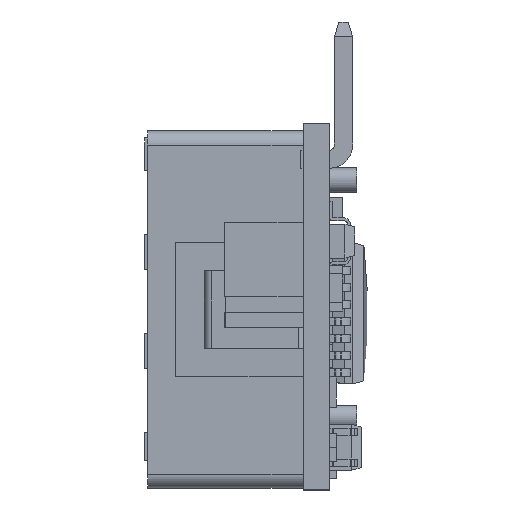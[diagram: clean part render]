
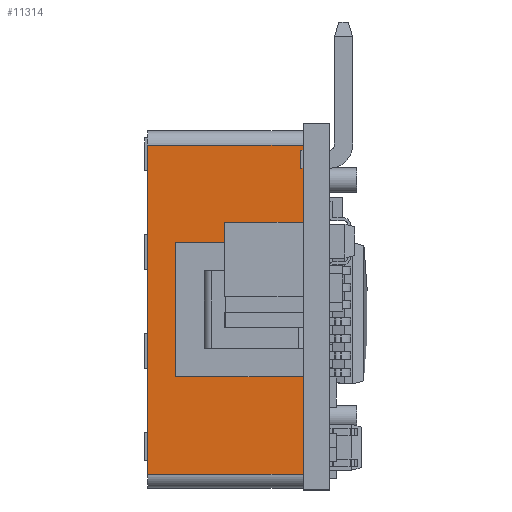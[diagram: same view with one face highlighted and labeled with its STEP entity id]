
A CAD part, left-side view. The second image highlights one B-rep face of the part: STEP entity #11314.
In plain terms, the highlighted planar face has unit normal (-1, 0, 0).
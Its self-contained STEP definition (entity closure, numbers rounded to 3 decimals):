
#10 = EDGE_CURVE ( 'NONE', #13782, #24151, #3361, .T. ) ;
#449 = LINE ( 'NONE', #16209, #21266 ) ;
#2196 = EDGE_CURVE ( 'NONE', #7480, #2422, #449, .T. ) ;
#2422 = VERTEX_POINT ( 'NONE', #35899 ) ;
#3361 = LINE ( 'NONE', #15467, #34251 ) ;
#4276 = EDGE_CURVE ( 'NONE', #17252, #13782, #25293, .T. ) ;
#4717 = LINE ( 'NONE', #31684, #22684 ) ;
#5189 = VECTOR ( 'NONE', #36949, 1000. ) ;
#6077 = VERTEX_POINT ( 'NONE', #27012 ) ;
#6143 = CARTESIAN_POINT ( 'NONE',  ( -6.32, 0.1, 2.375 ) ) ;
#6432 = EDGE_LOOP ( 'NONE', ( #37495, #29622, #7899, #18251, #36410, #12502, #24879, #30920 ) ) ;
#6656 = DIRECTION ( 'NONE',  ( 0., -1., 0. ) ) ;
#7480 = VERTEX_POINT ( 'NONE', #14820 ) ;
#7899 = ORIENTED_EDGE ( 'NONE', *, *, #37879, .T. ) ;
#7911 = EDGE_CURVE ( 'NONE', #37368, #6077, #11469, .T. ) ;
#8266 = VECTOR ( 'NONE', #6656, 1000. ) ;
#9234 = CARTESIAN_POINT ( 'NONE',  ( -6.32, 0.1, 2.375 ) ) ;
#10271 = DIRECTION ( 'NONE',  ( 1., 0., 0. ) ) ;
#11314 = ADVANCED_FACE ( 'NONE', ( #13365 ), #30391, .F. ) ;
#11469 = LINE ( 'NONE', #28723, #23449 ) ;
#12502 = ORIENTED_EDGE ( 'NONE', *, *, #16619, .T. ) ;
#13365 = FACE_OUTER_BOUND ( 'NONE', #6432, .T. ) ;
#13388 = DIRECTION ( 'NONE',  ( 0., 0., 1. ) ) ;
#13782 = VERTEX_POINT ( 'NONE', #15009 ) ;
#14820 = CARTESIAN_POINT ( 'NONE',  ( -6.32, 0.1, -2.375 ) ) ;
#15009 = CARTESIAN_POINT ( 'NONE',  ( -6.32, 0.1, 5.82 ) ) ;
#15011 = CARTESIAN_POINT ( 'NONE',  ( -6.32, 5.6, -5.82 ) ) ;
#15089 = EDGE_CURVE ( 'NONE', #2422, #36445, #28216, .T. ) ;
#15467 = CARTESIAN_POINT ( 'NONE',  ( -6.32, 5.6, 5.82 ) ) ;
#16209 = CARTESIAN_POINT ( 'NONE',  ( -6.32, 0.1, -2.375 ) ) ;
#16619 = EDGE_CURVE ( 'NONE', #36445, #17252, #19843, .T. ) ;
#17041 = DIRECTION ( 'NONE',  ( 0., -1., 0. ) ) ;
#17252 = VERTEX_POINT ( 'NONE', #6143 ) ;
#17481 = VECTOR ( 'NONE', #13388, 1000. ) ;
#18251 = ORIENTED_EDGE ( 'NONE', *, *, #2196, .T. ) ;
#19408 = CARTESIAN_POINT ( 'NONE',  ( -6.32, 5.6, 5.82 ) ) ;
#19468 = CARTESIAN_POINT ( 'NONE',  ( -6.32, 5.6, -6.32 ) ) ;
#19658 = AXIS2_PLACEMENT_3D ( 'NONE', #19468, #10271, #30888 ) ;
#19843 = LINE ( 'NONE', #9234, #8266 ) ;
#20010 = EDGE_CURVE ( 'NONE', #37368, #24151, #20232, .T. ) ;
#20232 = LINE ( 'NONE', #25764, #28017 ) ;
#21266 = VECTOR ( 'NONE', #33555, 1000. ) ;
#21951 = CARTESIAN_POINT ( 'NONE',  ( -6.32, 4.6, 2.375 ) ) ;
#22562 = DIRECTION ( 'NONE',  ( 0., 0., 1. ) ) ;
#22684 = VECTOR ( 'NONE', #22562, 1000. ) ;
#23449 = VECTOR ( 'NONE', #17041, 1000. ) ;
#24151 = VERTEX_POINT ( 'NONE', #19408 ) ;
#24300 = DIRECTION ( 'NONE',  ( 0., 1., 0. ) ) ;
#24879 = ORIENTED_EDGE ( 'NONE', *, *, #4276, .T. ) ;
#25205 = CARTESIAN_POINT ( 'NONE',  ( -6.32, 0.1, -6.32 ) ) ;
#25293 = LINE ( 'NONE', #25205, #17481 ) ;
#25764 = CARTESIAN_POINT ( 'NONE',  ( -6.32, 5.6, -6.32 ) ) ;
#27012 = CARTESIAN_POINT ( 'NONE',  ( -6.32, 0.1, -5.82 ) ) ;
#28017 = VECTOR ( 'NONE', #28681, 1000. ) ;
#28216 = LINE ( 'NONE', #28484, #5189 ) ;
#28484 = CARTESIAN_POINT ( 'NONE',  ( -6.32, 4.6, 2.375 ) ) ;
#28681 = DIRECTION ( 'NONE',  ( 0., 0., 1. ) ) ;
#28723 = CARTESIAN_POINT ( 'NONE',  ( -6.32, 5.6, -5.82 ) ) ;
#29622 = ORIENTED_EDGE ( 'NONE', *, *, #7911, .T. ) ;
#30391 = PLANE ( 'NONE',  #19658 ) ;
#30888 = DIRECTION ( 'NONE',  ( 0., 0., -1. ) ) ;
#30920 = ORIENTED_EDGE ( 'NONE', *, *, #10, .T. ) ;
#31684 = CARTESIAN_POINT ( 'NONE',  ( -6.32, 0.1, -6.32 ) ) ;
#33555 = DIRECTION ( 'NONE',  ( 0., 1., 0. ) ) ;
#34251 = VECTOR ( 'NONE', #24300, 1000. ) ;
#35899 = CARTESIAN_POINT ( 'NONE',  ( -6.32, 4.6, -2.375 ) ) ;
#36410 = ORIENTED_EDGE ( 'NONE', *, *, #15089, .T. ) ;
#36445 = VERTEX_POINT ( 'NONE', #21951 ) ;
#36949 = DIRECTION ( 'NONE',  ( 0., 0., 1. ) ) ;
#37368 = VERTEX_POINT ( 'NONE', #15011 ) ;
#37495 = ORIENTED_EDGE ( 'NONE', *, *, #20010, .F. ) ;
#37879 = EDGE_CURVE ( 'NONE', #6077, #7480, #4717, .T. ) ;
